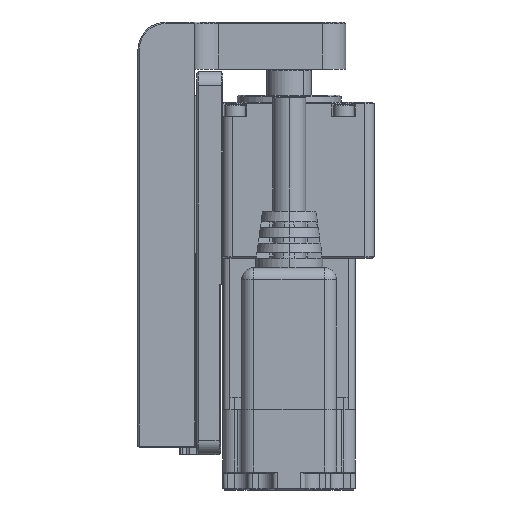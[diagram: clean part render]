
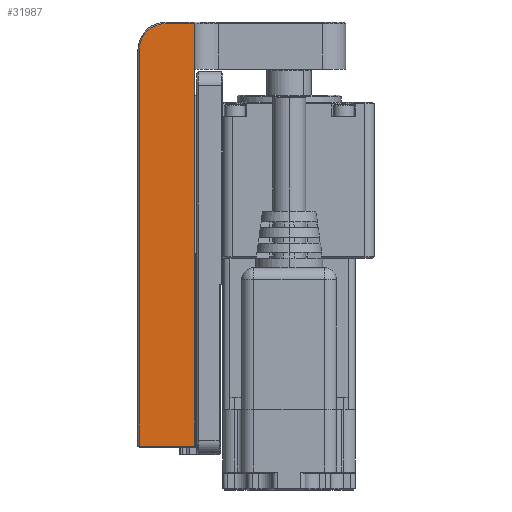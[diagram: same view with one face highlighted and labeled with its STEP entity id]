
A CAD part, left-side view. The second image highlights one B-rep face of the part: STEP entity #31987.
In plain terms, the highlighted planar face has unit normal (-1, 0, 0).
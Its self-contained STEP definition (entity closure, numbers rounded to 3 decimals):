
#596 = DIRECTION ( 'NONE',  ( 0., 1., 0. ) ) ;
#3021 = EDGE_CURVE ( 'NONE', #21092, #30710, #18914, .T. ) ;
#3202 = EDGE_LOOP ( 'NONE', ( #15124, #24191, #31780, #17817, #14761 ) ) ;
#3767 = VECTOR ( 'NONE', #596, 1000. ) ;
#4480 = VERTEX_POINT ( 'NONE', #29344 ) ;
#4826 = CARTESIAN_POINT ( 'NONE',  ( -14., 6., 39. ) ) ;
#5303 = DIRECTION ( 'NONE',  ( -1., 0., 0. ) ) ;
#5850 = CARTESIAN_POINT ( 'NONE',  ( -14., 12., 44.7 ) ) ;
#6129 = CARTESIAN_POINT ( 'NONE',  ( -14., 0., 44.7 ) ) ;
#6286 = CARTESIAN_POINT ( 'NONE',  ( -14., 0., 45. ) ) ;
#6416 = CARTESIAN_POINT ( 'NONE',  ( -14., 0., -44.7 ) ) ;
#8317 = VECTOR ( 'NONE', #14713, 1000. ) ;
#10973 = CARTESIAN_POINT ( 'NONE',  ( -14., 6., 44.7 ) ) ;
#11797 = EDGE_CURVE ( 'NONE', #4480, #24739, #19774, .T. ) ;
#12360 = VECTOR ( 'NONE', #21274, 1000. ) ;
#12710 = CARTESIAN_POINT ( 'NONE',  ( -14., 11.7, 45. ) ) ;
#13016 = VERTEX_POINT ( 'NONE', #6129 ) ;
#13156 = LINE ( 'NONE', #5850, #3767 ) ;
#13240 = LINE ( 'NONE', #6286, #12360 ) ;
#14046 = VECTOR ( 'NONE', #27823, 1000. ) ;
#14375 = CARTESIAN_POINT ( 'NONE',  ( -14., 12., -44.7 ) ) ;
#14713 = DIRECTION ( 'NONE',  ( 0., -1., 0. ) ) ;
#14723 = AXIS2_PLACEMENT_3D ( 'NONE', #4826, #5303, #27539 ) ;
#14761 = ORIENTED_EDGE ( 'NONE', *, *, #11797, .T. ) ;
#15124 = ORIENTED_EDGE ( 'NONE', *, *, #15837, .T. ) ;
#15837 = EDGE_CURVE ( 'NONE', #24739, #13016, #13240, .T. ) ;
#16244 = PLANE ( 'NONE',  #26763 ) ;
#16563 = DIRECTION ( 'NONE',  ( 1., 0., 0. ) ) ;
#17810 = LINE ( 'NONE', #12710, #14046 ) ;
#17817 = ORIENTED_EDGE ( 'NONE', *, *, #27934, .T. ) ;
#18882 = CARTESIAN_POINT ( 'NONE',  ( -14., 12., 45. ) ) ;
#18914 = CIRCLE ( 'NONE', #14723, 5.7 ) ;
#19774 = LINE ( 'NONE', #14375, #8317 ) ;
#21092 = VERTEX_POINT ( 'NONE', #10973 ) ;
#21274 = DIRECTION ( 'NONE',  ( 0., 0., 1. ) ) ;
#24142 = DIRECTION ( 'NONE',  ( 0., 0., -1. ) ) ;
#24191 = ORIENTED_EDGE ( 'NONE', *, *, #25756, .T. ) ;
#24739 = VERTEX_POINT ( 'NONE', #6416 ) ;
#24761 = CARTESIAN_POINT ( 'NONE',  ( -14., 11.7, 39. ) ) ;
#25756 = EDGE_CURVE ( 'NONE', #13016, #21092, #13156, .T. ) ;
#26763 = AXIS2_PLACEMENT_3D ( 'NONE', #18882, #16563, #24142 ) ;
#27539 = DIRECTION ( 'NONE',  ( 0., 0., -1. ) ) ;
#27823 = DIRECTION ( 'NONE',  ( 0., 0., -1. ) ) ;
#27934 = EDGE_CURVE ( 'NONE', #30710, #4480, #17810, .T. ) ;
#29210 = FACE_OUTER_BOUND ( 'NONE', #3202, .T. ) ;
#29344 = CARTESIAN_POINT ( 'NONE',  ( -14., 11.7, -44.7 ) ) ;
#30710 = VERTEX_POINT ( 'NONE', #24761 ) ;
#31780 = ORIENTED_EDGE ( 'NONE', *, *, #3021, .T. ) ;
#31987 = ADVANCED_FACE ( 'NONE', ( #29210 ), #16244, .F. ) ;
